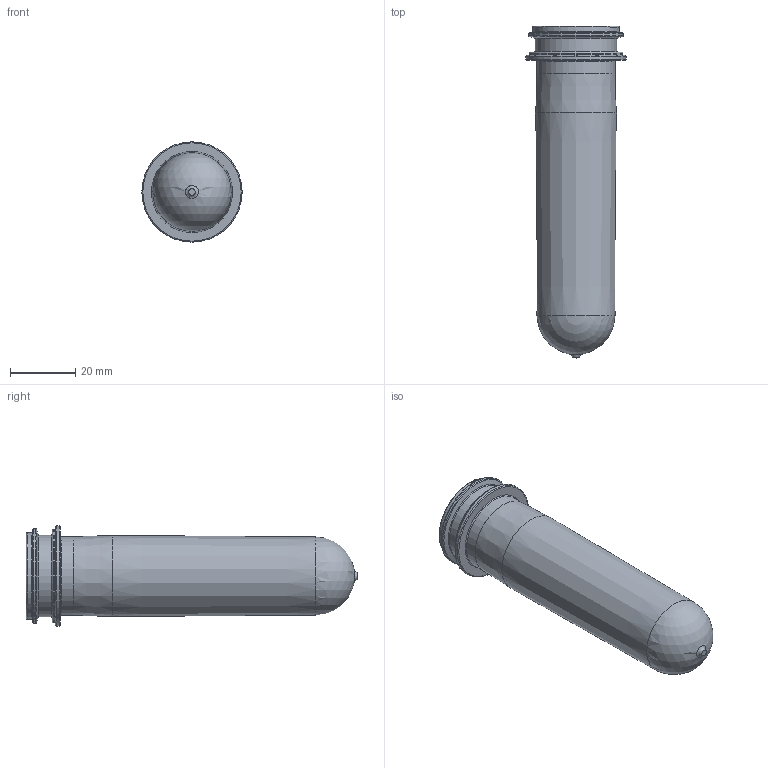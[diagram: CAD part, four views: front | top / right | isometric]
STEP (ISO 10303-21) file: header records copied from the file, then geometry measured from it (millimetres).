
FILE_DESCRIPTION (( 'STEP AP203' ), '1' );
FILE_NAME ('Plastikinio butelio aliejui ruosinys 22 Oil.STEP', '2012-04-11T18:59:15', ( 'ramunass' ), ( '' ), 'SwSTEP 2.0', 'SolidWorks 2012', '' );
FILE_SCHEMA (( 'CONFIG_CONTROL_DESIGN' ));
Length unit declared in the file: millimetre
Products named in the file (1): Plastikinio butelio aliejui ruosinys 22 Oil
Bounding box: 30.7 x 101.6 x 30.7 mm (x, y, z)
Volume: 17002.8 mm3; surface area: 14631.8 mm2
Topology: 1 solids, 1 shells, 37 faces, 74 edges, 45 vertices
Faces by surface type: torus 16, cone 6, cylinder 6, plane 6, sphere 2, bspline 1
Full cylindrical faces by diameter (mm): 23.4 x1, 24 x1, 25 x1, 28.7 x1, 28.9 x1, 30.7 x1
Entity records: 983 total; most frequent: CARTESIAN_POINT 292, DIRECTION 142, ORIENTED_EDGE 72, EDGE_LOOP 72, AXIS2_PLACEMENT_3D 71, FACE_OUTER_BOUND 61, ADVANCED_FACE 37, EDGE_CURVE 36
